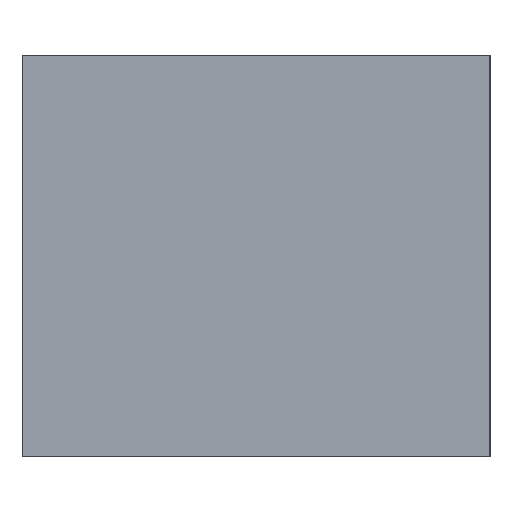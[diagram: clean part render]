
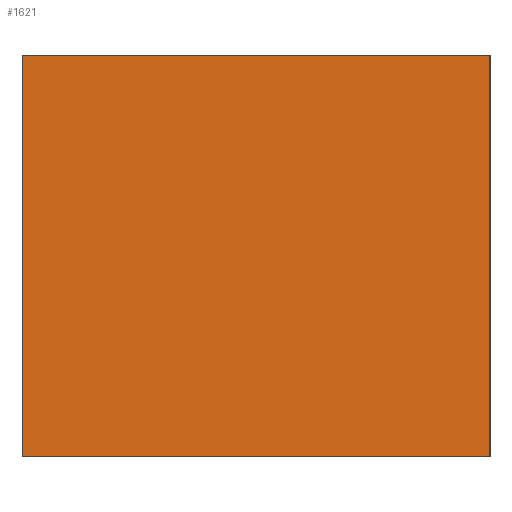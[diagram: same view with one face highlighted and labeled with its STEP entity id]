
A CAD part, left-side view. The second image highlights one B-rep face of the part: STEP entity #1621.
In plain terms, the highlighted planar face has unit normal (-1, 0, 0).
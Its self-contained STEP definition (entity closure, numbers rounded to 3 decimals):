
#755=EDGE_CURVE('',#2061,#857,#2153,.T.);
#857=VERTEX_POINT('',#2272);
#1193=EDGE_CURVE('',#1779,#2061,#2652,.T.);
#1199=EDGE_CURVE('',#2033,#857,#2659,.T.);
#1311=EDGE_CURVE('',#2033,#1779,#2784,.T.);
#1621=ADVANCED_FACE('',(#3137),#3138,.T.);
#1779=VERTEX_POINT('',#3311);
#2033=VERTEX_POINT('',#3597);
#2061=VERTEX_POINT('',#3630);
#2153=LINE('',#3726,#3727);
#2272=CARTESIAN_POINT('',(-42.5,17.5,30.0));
#2652=LINE('',#4360,#4361);
#2659=LINE('',#4370,#4371);
#2784=LINE('',#4540,#4541);
#3137=FACE_OUTER_BOUND('',#4981,.T.);
#3138=PLANE('',#4982);
#3311=CARTESIAN_POINT('',(-42.5,-17.5,0.0));
#3597=CARTESIAN_POINT('',(-42.5,17.5,0.0));
#3630=CARTESIAN_POINT('',(-42.5,-17.5,30.0));
#3726=CARTESIAN_POINT('',(-42.5,17.5,30.0));
#3727=VECTOR('',#5732,1.0);
#4360=CARTESIAN_POINT('',(-42.5,-17.5,0.0));
#4361=VECTOR('',#6437,1.0);
#4370=CARTESIAN_POINT('',(-42.5,17.5,0.0));
#4371=VECTOR('',#6449,1.0);
#4540=CARTESIAN_POINT('',(-42.5,17.5,0.0));
#4541=VECTOR('',#6615,1.0);
#4981=EDGE_LOOP('',(#7118,#7119,#7120,#7121));
#4982=AXIS2_PLACEMENT_3D('',#7122,#7123,#7124);
#5732=DIRECTION('',(0.0,1.0,0.0));
#6437=DIRECTION('',(0.0,0.0,1.0));
#6449=DIRECTION('',(0.0,0.0,1.0));
#6615=DIRECTION('',(0.0,-1.0,0.0));
#7118=ORIENTED_EDGE('',*,*,#755,.T.);
#7119=ORIENTED_EDGE('',*,*,#1199,.F.);
#7120=ORIENTED_EDGE('',*,*,#1311,.T.);
#7121=ORIENTED_EDGE('',*,*,#1193,.T.);
#7122=CARTESIAN_POINT('',(-42.5,-17.5,0.0));
#7123=DIRECTION('',(-1.0,0.0,0.0));
#7124=DIRECTION('',(0.0,0.0,1.0));
